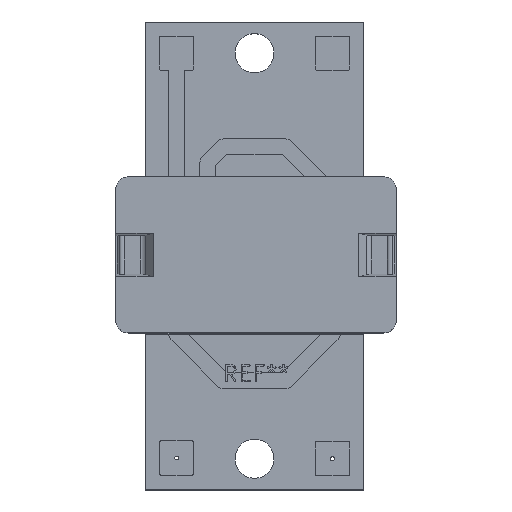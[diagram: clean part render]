
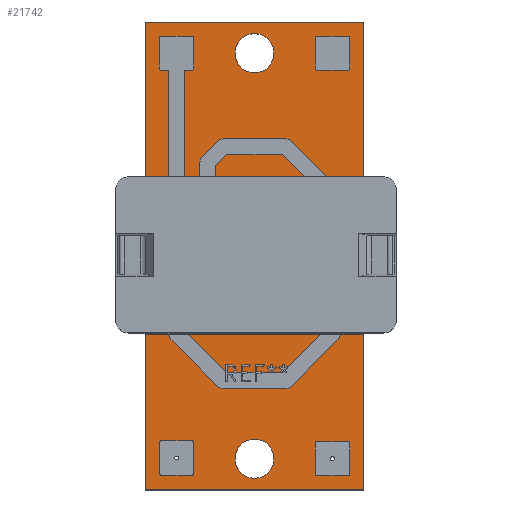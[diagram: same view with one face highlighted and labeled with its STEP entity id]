
A CAD part, top view. The second image highlights one B-rep face of the part: STEP entity #21742.
In plain terms, the highlighted planar face has unit normal (0, 0, 1).
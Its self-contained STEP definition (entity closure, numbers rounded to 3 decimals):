
#21520 = VERTEX_POINT('',#21521);
#21521 = CARTESIAN_POINT('',(7.,-15.,1.51));
#21527 = EDGE_CURVE('',#21520,#21528,#21530,.T.);
#21528 = VERTEX_POINT('',#21529);
#21529 = CARTESIAN_POINT('',(-7.,-15.,1.51));
#21530 = LINE('',#21531,#21532);
#21531 = CARTESIAN_POINT('',(7.,-15.,1.51));
#21532 = VECTOR('',#21533,1.);
#21533 = DIRECTION('',(-1.,0.,0.));
#21560 = VERTEX_POINT('',#21561);
#21561 = CARTESIAN_POINT('',(7.,15.,1.51));
#21567 = EDGE_CURVE('',#21560,#21520,#21568,.T.);
#21568 = LINE('',#21569,#21570);
#21569 = CARTESIAN_POINT('',(7.,15.,1.51));
#21570 = VECTOR('',#21571,1.);
#21571 = DIRECTION('',(0.,-1.,0.));
#21589 = EDGE_CURVE('',#21528,#21590,#21592,.T.);
#21590 = VERTEX_POINT('',#21591);
#21591 = CARTESIAN_POINT('',(-7.,15.,1.51));
#21592 = LINE('',#21593,#21594);
#21593 = CARTESIAN_POINT('',(-7.,-15.,1.51));
#21594 = VECTOR('',#21595,1.);
#21595 = DIRECTION('',(0.,1.,0.));
#21742 = ADVANCED_FACE('',(#21743,#21754,#21765,#21776,#21842,#21853),
  #21864,.T.);
#21743 = FACE_BOUND('',#21744,.T.);
#21744 = EDGE_LOOP('',(#21745,#21746,#21747,#21753));
#21745 = ORIENTED_EDGE('',*,*,#21527,.F.);
#21746 = ORIENTED_EDGE('',*,*,#21567,.F.);
#21747 = ORIENTED_EDGE('',*,*,#21748,.F.);
#21748 = EDGE_CURVE('',#21590,#21560,#21749,.T.);
#21749 = LINE('',#21750,#21751);
#21750 = CARTESIAN_POINT('',(-7.,15.,1.51));
#21751 = VECTOR('',#21752,1.);
#21752 = DIRECTION('',(1.,0.,0.));
#21753 = ORIENTED_EDGE('',*,*,#21589,.F.);
#21754 = FACE_BOUND('',#21755,.T.);
#21755 = EDGE_LOOP('',(#21756));
#21756 = ORIENTED_EDGE('',*,*,#21757,.T.);
#21757 = EDGE_CURVE('',#21758,#21758,#21760,.T.);
#21758 = VERTEX_POINT('',#21759);
#21759 = CARTESIAN_POINT('',(-5.,-13.1,1.51));
#21760 = CIRCLE('',#21761,0.15);
#21761 = AXIS2_PLACEMENT_3D('',#21762,#21763,#21764);
#21762 = CARTESIAN_POINT('',(-5.,-12.95,1.51));
#21763 = DIRECTION('',(-0.,0.,-1.));
#21764 = DIRECTION('',(-0.,-1.,0.));
#21765 = FACE_BOUND('',#21766,.T.);
#21766 = EDGE_LOOP('',(#21767));
#21767 = ORIENTED_EDGE('',*,*,#21768,.F.);
#21768 = EDGE_CURVE('',#21769,#21769,#21771,.T.);
#21769 = VERTEX_POINT('',#21770);
#21770 = CARTESIAN_POINT('',(1.25,-13.,1.51));
#21771 = CIRCLE('',#21772,1.25);
#21772 = AXIS2_PLACEMENT_3D('',#21773,#21774,#21775);
#21773 = CARTESIAN_POINT('',(0.,-13.,1.51));
#21774 = DIRECTION('',(0.,0.,1.));
#21775 = DIRECTION('',(1.,0.,-0.));
#21776 = FACE_BOUND('',#21777,.T.);
#21777 = EDGE_LOOP('',(#21778,#21788,#21796,#21804,#21812,#21820,#21828,
    #21836));
#21778 = ORIENTED_EDGE('',*,*,#21779,.F.);
#21779 = EDGE_CURVE('',#21780,#21782,#21784,.T.);
#21780 = VERTEX_POINT('',#21781);
#21781 = CARTESIAN_POINT('',(-2.,4.988,1.51));
#21782 = VERTEX_POINT('',#21783);
#21783 = CARTESIAN_POINT('',(-2.014,4.988,1.51));
#21784 = LINE('',#21785,#21786);
#21785 = CARTESIAN_POINT('',(-2.,4.988,1.51));
#21786 = VECTOR('',#21787,1.);
#21787 = DIRECTION('',(-1.,0.,0.));
#21788 = ORIENTED_EDGE('',*,*,#21789,.F.);
#21789 = EDGE_CURVE('',#21790,#21780,#21792,.T.);
#21790 = VERTEX_POINT('',#21791);
#21791 = CARTESIAN_POINT('',(-2.,5.,1.51));
#21792 = LINE('',#21793,#21794);
#21793 = CARTESIAN_POINT('',(-2.,5.,1.51));
#21794 = VECTOR('',#21795,1.);
#21795 = DIRECTION('',(0.,-1.,0.));
#21796 = ORIENTED_EDGE('',*,*,#21797,.F.);
#21797 = EDGE_CURVE('',#21798,#21790,#21800,.T.);
#21798 = VERTEX_POINT('',#21799);
#21799 = CARTESIAN_POINT('',(2.,5.,1.51));
#21800 = LINE('',#21801,#21802);
#21801 = CARTESIAN_POINT('',(2.,5.,1.51));
#21802 = VECTOR('',#21803,1.);
#21803 = DIRECTION('',(-1.,0.,0.));
#21804 = ORIENTED_EDGE('',*,*,#21805,.F.);
#21805 = EDGE_CURVE('',#21806,#21798,#21808,.T.);
#21806 = VERTEX_POINT('',#21807);
#21807 = CARTESIAN_POINT('',(2.,-5.,1.51));
#21808 = LINE('',#21809,#21810);
#21809 = CARTESIAN_POINT('',(2.,-5.,1.51));
#21810 = VECTOR('',#21811,1.);
#21811 = DIRECTION('',(0.,1.,0.));
#21812 = ORIENTED_EDGE('',*,*,#21813,.F.);
#21813 = EDGE_CURVE('',#21814,#21806,#21816,.T.);
#21814 = VERTEX_POINT('',#21815);
#21815 = CARTESIAN_POINT('',(1.986,-5.,1.51));
#21816 = LINE('',#21817,#21818);
#21817 = CARTESIAN_POINT('',(1.986,-5.,1.51));
#21818 = VECTOR('',#21819,1.);
#21819 = DIRECTION('',(1.,0.,0.));
#21820 = ORIENTED_EDGE('',*,*,#21821,.F.);
#21821 = EDGE_CURVE('',#21822,#21814,#21824,.T.);
#21822 = VERTEX_POINT('',#21823);
#21823 = CARTESIAN_POINT('',(1.986,-5.012,1.51));
#21824 = LINE('',#21825,#21826);
#21825 = CARTESIAN_POINT('',(1.986,-5.012,1.51));
#21826 = VECTOR('',#21827,1.);
#21827 = DIRECTION('',(0.,1.,0.));
#21828 = ORIENTED_EDGE('',*,*,#21829,.F.);
#21829 = EDGE_CURVE('',#21830,#21822,#21832,.T.);
#21830 = VERTEX_POINT('',#21831);
#21831 = CARTESIAN_POINT('',(-2.014,-5.012,1.51));
#21832 = LINE('',#21833,#21834);
#21833 = CARTESIAN_POINT('',(-2.014,-5.012,1.51));
#21834 = VECTOR('',#21835,1.);
#21835 = DIRECTION('',(1.,0.,0.));
#21836 = ORIENTED_EDGE('',*,*,#21837,.F.);
#21837 = EDGE_CURVE('',#21782,#21830,#21838,.T.);
#21838 = LINE('',#21839,#21840);
#21839 = CARTESIAN_POINT('',(-2.014,4.988,1.51));
#21840 = VECTOR('',#21841,1.);
#21841 = DIRECTION('',(0.,-1.,0.));
#21842 = FACE_BOUND('',#21843,.T.);
#21843 = EDGE_LOOP('',(#21844));
#21844 = ORIENTED_EDGE('',*,*,#21845,.T.);
#21845 = EDGE_CURVE('',#21846,#21846,#21848,.T.);
#21846 = VERTEX_POINT('',#21847);
#21847 = CARTESIAN_POINT('',(5.,-13.15,1.51));
#21848 = CIRCLE('',#21849,0.15);
#21849 = AXIS2_PLACEMENT_3D('',#21850,#21851,#21852);
#21850 = CARTESIAN_POINT('',(5.,-13.,1.51));
#21851 = DIRECTION('',(-0.,0.,-1.));
#21852 = DIRECTION('',(-0.,-1.,0.));
#21853 = FACE_BOUND('',#21854,.T.);
#21854 = EDGE_LOOP('',(#21855));
#21855 = ORIENTED_EDGE('',*,*,#21856,.F.);
#21856 = EDGE_CURVE('',#21857,#21857,#21859,.T.);
#21857 = VERTEX_POINT('',#21858);
#21858 = CARTESIAN_POINT('',(1.25,13.,1.51));
#21859 = CIRCLE('',#21860,1.25);
#21860 = AXIS2_PLACEMENT_3D('',#21861,#21862,#21863);
#21861 = CARTESIAN_POINT('',(0.,13.,1.51));
#21862 = DIRECTION('',(0.,0.,1.));
#21863 = DIRECTION('',(1.,0.,-0.));
#21864 = PLANE('',#21865);
#21865 = AXIS2_PLACEMENT_3D('',#21866,#21867,#21868);
#21866 = CARTESIAN_POINT('',(0.,0.,1.51));
#21867 = DIRECTION('',(0.,0.,1.));
#21868 = DIRECTION('',(1.,0.,-0.));
